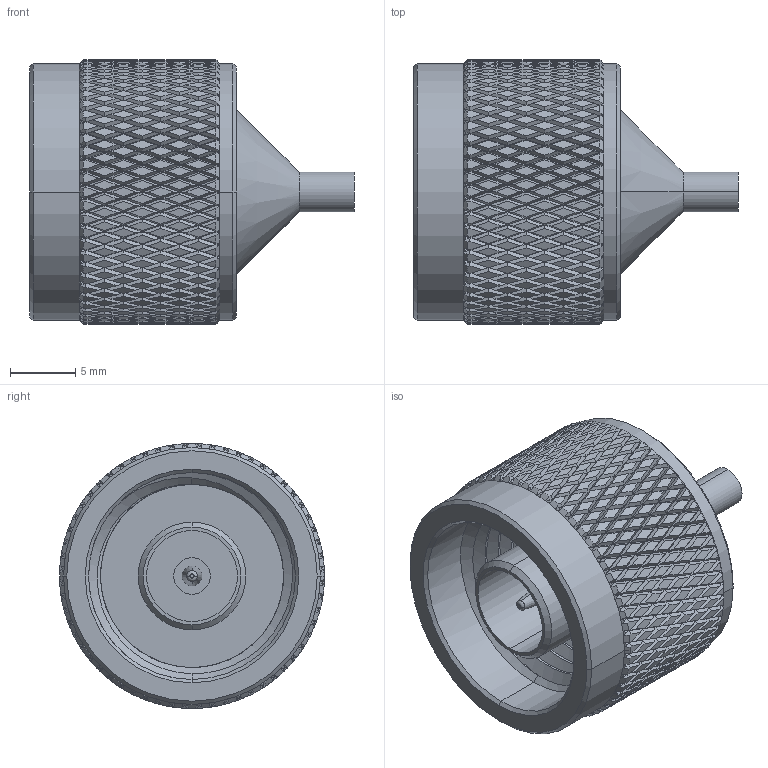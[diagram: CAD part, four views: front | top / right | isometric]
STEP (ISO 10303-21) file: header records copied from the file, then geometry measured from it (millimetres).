
FILE_DESCRIPTION (( 'STEP AP214' ), '1' );
FILE_NAME ('PE4222.STEP', '2018-02-12T21:32:31', ( '' ), ( '' ), 'SwSTEP 2.0', 'SolidWorks 2017', '' );
FILE_SCHEMA (( 'AUTOMOTIVE_DESIGN' ));
Length unit declared in the file: inch
Products named in the file (1): PE4222
Bounding box: 24.89 x 20.32 x 20.32 mm (x, y, z)
Volume: 3602 mm3; surface area: 3249.5 mm2
Topology: 1 solids, 1 shells, 2710 faces, 5668 edges, 2969 vertices
Faces by surface type: bspline 2163, cylinder 515, cone 19, plane 11, torus 2
Entity records: 103198 total; most frequent: CARTESIAN_POINT 69024, ORIENTED_EDGE 11336, EDGE_CURVE 5668, VERTEX_POINT 2969, EDGE_LOOP 2719, FACE_OUTER_BOUND 2710, ADVANCED_FACE 2710, B_SPLINE_CURVE_WITH_KNOTS 2529
